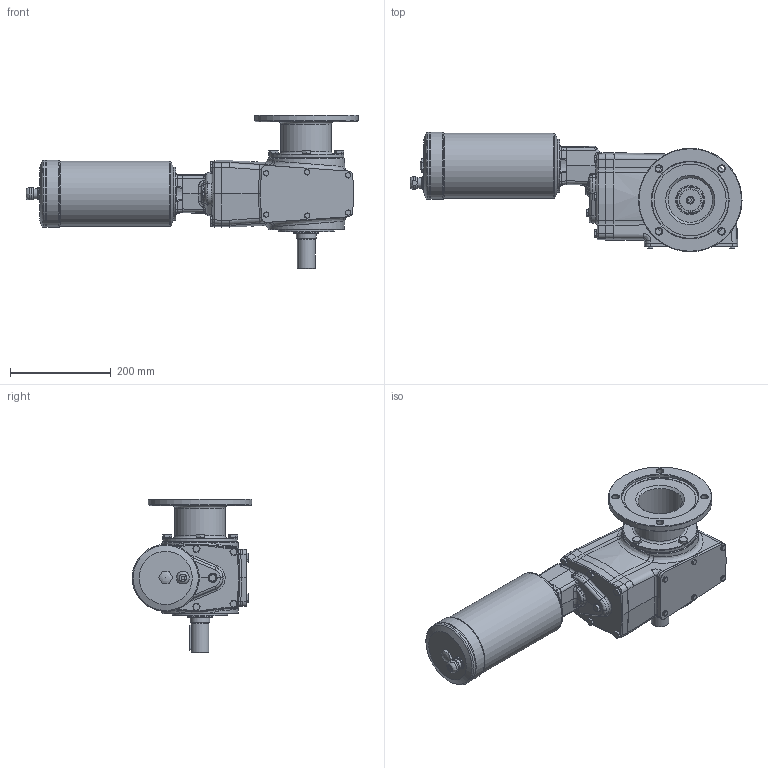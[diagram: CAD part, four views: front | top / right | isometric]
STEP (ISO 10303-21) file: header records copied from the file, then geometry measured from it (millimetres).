
FILE_DESCRIPTION( ( 'Unknown' ), '1' );
FILE_NAME( '5CC4F25DC6C2FAA2058444F3BAB9A28.3d.stp', 'Unknown', ( 'Unknown' ), ( 'Unknown' ), 'PSStep 10.1', 'Unknown', ' ' );
FILE_SCHEMA( ( 'AUTOMOTIVE_DESIGN { 1 0 10303 214 1 1 1 1 }' ) );
Length unit declared in the file: millimetre
Products named in the file (1): X63N
Bounding box: 657.5 x 237 x 304.5 mm (x, y, z)
Volume: 10407423.3 mm3; surface area: 532805.9 mm2
Topology: 1 solids, 24 shells, 997 faces, 2302 edges, 1423 vertices
Faces by surface type: plane 359, cylinder 234, cone 229, bspline 111, torus 57, extrusion 4, sphere 3
Full cylindrical faces by diameter (mm): 4.134 x2, 4.917 x8, 7 x5, 8 x4, 8.376 x34, 8.9 x6, 9 x4, 10 x4, 10.5 x1, 11 x4, 11.6 x6, 13 x9, 13.4 x1, 14 x5, 14.6 x4, 15 x1, 16.662 x1, 17 x1, 18 x1, 20 x1, 34.6 x2, 35 x4, 35.2 x1, 39 x1, 44 x1, 47 x1, 50 x1, 52 x1, 57.5 x2, 58 x2
Entity records: 46178 total; most frequent: CARTESIAN_POINT 18474, DIRECTION 3909, ORIENTED_EDGE 3738, EDGE_CURVE 1869, AXIS2_PLACEMENT_3D 1646, EDGE_LOOP 1398, VERTEX_POINT 1307, FACE_OUTER_BOUND 1191
